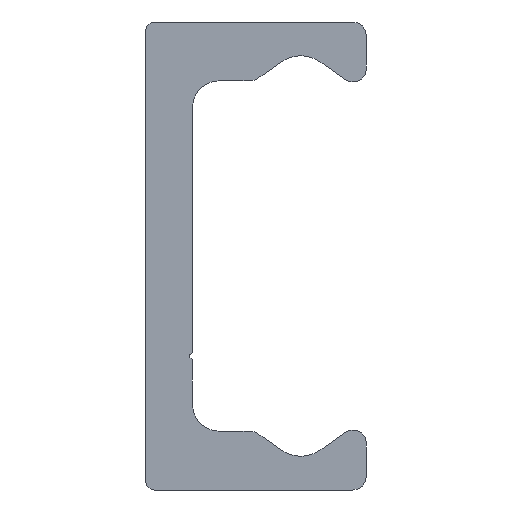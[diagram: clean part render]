
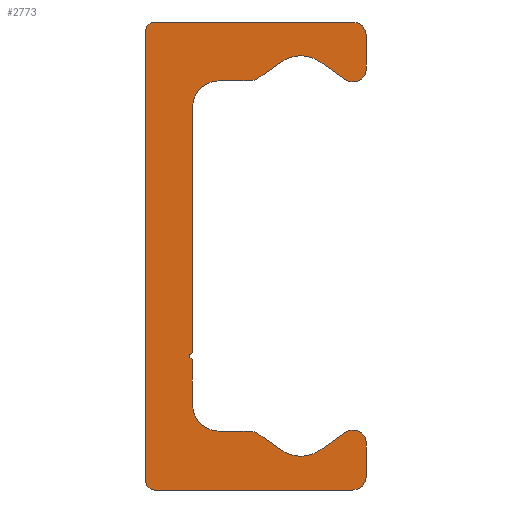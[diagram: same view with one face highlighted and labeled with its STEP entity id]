
A CAD part, left-side view. The second image highlights one B-rep face of the part: STEP entity #2773.
In plain terms, the highlighted planar face has unit normal (-1, 0, 0).
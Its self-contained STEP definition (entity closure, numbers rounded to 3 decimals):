
#1760=CARTESIAN_POINT('',(0.0,4.75,-7.25));
#1761=VERTEX_POINT('',#1760);
#1768=CARTESIAN_POINT('',(0.0,4.75,-7.75));
#1769=VERTEX_POINT('',#1768);
#1770=CARTESIAN_POINT('',(0.0,4.75,-7.5));
#1771=DIRECTION('',(-1.0,0.0,0.0));
#1772=DIRECTION('',(0.0,0.0,1.0));
#1773=AXIS2_PLACEMENT_3D('',#1770,#1771,#1772);
#1774=CIRCLE('',#1773,0.25);
#1775=EDGE_CURVE('',#1761,#1769,#1774,.T.);
#1885=CARTESIAN_POINT('',(0.0,4.75,11.1));
#1886=VERTEX_POINT('',#1885);
#1893=CARTESIAN_POINT('',(0.0,4.75,11.1));
#1894=DIRECTION('',(0.0,0.0,-1.0));
#1895=VECTOR('',#1894,18.35);
#1896=LINE('',#1893,#1895);
#1897=EDGE_CURVE('',#1886,#1761,#1896,.T.);
#1949=CARTESIAN_POINT('',(0.0,7.6,-17.5));
#1950=VERTEX_POINT('',#1949);
#1957=CARTESIAN_POINT('',(0.0,8.25,-16.85));
#1958=VERTEX_POINT('',#1957);
#1959=CARTESIAN_POINT('',(0.0,7.6,-16.85));
#1960=DIRECTION('',(1.0,0.0,0.0));
#1961=DIRECTION('',(0.0,0.0,-1.0));
#1962=AXIS2_PLACEMENT_3D('',#1959,#1960,#1961);
#1963=CIRCLE('',#1962,0.65);
#1964=EDGE_CURVE('',#1950,#1958,#1963,.T.);
#1988=CARTESIAN_POINT('',(0.0,-7.25,-17.5));
#1989=VERTEX_POINT('',#1988);
#1996=CARTESIAN_POINT('',(0.0,-7.25,-17.5));
#1997=DIRECTION('',(0.0,1.0,0.0));
#1998=VECTOR('',#1997,14.85);
#1999=LINE('',#1996,#1998);
#2000=EDGE_CURVE('',#1989,#1950,#1999,.T.);
#2020=CARTESIAN_POINT('',(0.0,-8.25,-16.5));
#2021=VERTEX_POINT('',#2020);
#2028=CARTESIAN_POINT('',(0.0,-7.25,-16.5));
#2029=DIRECTION('',(1.0,0.0,0.0));
#2030=DIRECTION('',(0.0,-1.0,0.0));
#2031=AXIS2_PLACEMENT_3D('',#2028,#2029,#2030);
#2032=CIRCLE('',#2031,1.0);
#2033=EDGE_CURVE('',#2021,#1989,#2032,.T.);
#2052=CARTESIAN_POINT('',(0.0,-8.25,-13.98));
#2053=VERTEX_POINT('',#2052);
#2060=CARTESIAN_POINT('',(0.0,-8.25,-13.98));
#2061=DIRECTION('',(0.0,0.0,-1.0));
#2062=VECTOR('',#2061,2.52);
#2063=LINE('',#2060,#2062);
#2064=EDGE_CURVE('',#2053,#2021,#2063,.T.);
#2084=CARTESIAN_POINT('',(0.0,-6.708,-13.177));
#2085=VERTEX_POINT('',#2084);
#2092=CARTESIAN_POINT('',(0.0,-7.27,-13.98));
#2093=DIRECTION('',(1.0,0.0,0.0));
#2094=DIRECTION('',(0.0,0.574,0.819));
#2095=AXIS2_PLACEMENT_3D('',#2092,#2093,#2094);
#2096=CIRCLE('',#2095,0.98);
#2097=EDGE_CURVE('',#2085,#2053,#2096,.T.);
#2116=CARTESIAN_POINT('',(0.0,-4.784,-14.524));
#2117=VERTEX_POINT('',#2116);
#2124=CARTESIAN_POINT('',(0.0,-4.784,-14.524));
#2125=DIRECTION('',(0.0,-0.819,0.574));
#2126=VECTOR('',#2125,2.349);
#2127=LINE('',#2124,#2126);
#2128=EDGE_CURVE('',#2117,#2085,#2127,.T.);
#2148=CARTESIAN_POINT('',(0.0,-1.916,-14.524));
#2149=VERTEX_POINT('',#2148);
#2156=CARTESIAN_POINT('',(0.0,-3.35,-12.477));
#2157=DIRECTION('',(-1.0,0.0,0.0));
#2158=DIRECTION('',(0.0,0.574,0.819));
#2159=AXIS2_PLACEMENT_3D('',#2156,#2157,#2158);
#2160=CIRCLE('',#2159,2.5);
#2161=EDGE_CURVE('',#2149,#2117,#2160,.T.);
#2180=CARTESIAN_POINT('',(0.0,-0.14,-13.281));
#2181=VERTEX_POINT('',#2180);
#2188=CARTESIAN_POINT('',(0.0,-0.14,-13.281));
#2189=DIRECTION('',(0.0,-0.819,-0.574));
#2190=VECTOR('',#2189,2.168);
#2191=LINE('',#2188,#2190);
#2192=EDGE_CURVE('',#2181,#2149,#2191,.T.);
#2212=CARTESIAN_POINT('',(0.0,0.433,-13.1));
#2213=VERTEX_POINT('',#2212);
#2220=CARTESIAN_POINT('',(0.0,0.433,-14.1));
#2221=DIRECTION('',(1.0,0.0,0.0));
#2222=DIRECTION('',(0.0,0.0,1.0));
#2223=AXIS2_PLACEMENT_3D('',#2220,#2221,#2222);
#2224=CIRCLE('',#2223,1.);
#2225=EDGE_CURVE('',#2213,#2181,#2224,.T.);
#2244=CARTESIAN_POINT('',(0.0,2.75,-13.1));
#2245=VERTEX_POINT('',#2244);
#2252=CARTESIAN_POINT('',(0.0,2.75,-13.1));
#2253=DIRECTION('',(0.0,-1.0,0.0));
#2254=VECTOR('',#2253,2.317);
#2255=LINE('',#2252,#2254);
#2256=EDGE_CURVE('',#2245,#2213,#2255,.T.);
#2276=CARTESIAN_POINT('',(0.0,4.75,-11.1));
#2277=VERTEX_POINT('',#2276);
#2284=CARTESIAN_POINT('',(0.0,2.75,-11.1));
#2285=DIRECTION('',(-1.0,0.0,0.0));
#2286=DIRECTION('',(0.0,0.0,1.0));
#2287=AXIS2_PLACEMENT_3D('',#2284,#2285,#2286);
#2288=CIRCLE('',#2287,2.0);
#2289=EDGE_CURVE('',#2277,#2245,#2288,.T.);
#2307=CARTESIAN_POINT('',(0.0,4.75,-7.75));
#2308=DIRECTION('',(0.0,0.0,-1.0));
#2309=VECTOR('',#2308,3.35);
#2310=LINE('',#2307,#2309);
#2311=EDGE_CURVE('',#1769,#2277,#2310,.T.);
#2331=CARTESIAN_POINT('',(0.0,2.75,13.1));
#2332=VERTEX_POINT('',#2331);
#2339=CARTESIAN_POINT('',(0.0,2.75,11.1));
#2340=DIRECTION('',(-1.0,0.0,0.0));
#2341=DIRECTION('',(0.0,-1.0,0.0));
#2342=AXIS2_PLACEMENT_3D('',#2339,#2340,#2341);
#2343=CIRCLE('',#2342,2.0);
#2344=EDGE_CURVE('',#2332,#1886,#2343,.T.);
#2363=CARTESIAN_POINT('',(0.0,0.433,13.1));
#2364=VERTEX_POINT('',#2363);
#2371=CARTESIAN_POINT('',(0.0,0.433,13.1));
#2372=DIRECTION('',(0.0,1.0,0.0));
#2373=VECTOR('',#2372,2.317);
#2374=LINE('',#2371,#2373);
#2375=EDGE_CURVE('',#2364,#2332,#2374,.T.);
#2395=CARTESIAN_POINT('',(0.0,-0.14,13.281));
#2396=VERTEX_POINT('',#2395);
#2403=CARTESIAN_POINT('',(0.0,0.433,14.1));
#2404=DIRECTION('',(1.0,0.0,0.0));
#2405=DIRECTION('',(0.0,-0.574,-0.819));
#2406=AXIS2_PLACEMENT_3D('',#2403,#2404,#2405);
#2407=CIRCLE('',#2406,1.);
#2408=EDGE_CURVE('',#2396,#2364,#2407,.T.);
#2427=CARTESIAN_POINT('',(0.0,-1.916,14.524));
#2428=VERTEX_POINT('',#2427);
#2435=CARTESIAN_POINT('',(0.0,-1.916,14.524));
#2436=DIRECTION('',(0.0,0.819,-0.574));
#2437=VECTOR('',#2436,2.168);
#2438=LINE('',#2435,#2437);
#2439=EDGE_CURVE('',#2428,#2396,#2438,.T.);
#2459=CARTESIAN_POINT('',(0.0,-4.784,14.524));
#2460=VERTEX_POINT('',#2459);
#2467=CARTESIAN_POINT('',(0.0,-3.35,12.477));
#2468=DIRECTION('',(-1.0,0.0,0.0));
#2469=DIRECTION('',(0.0,-0.574,-0.819));
#2470=AXIS2_PLACEMENT_3D('',#2467,#2468,#2469);
#2471=CIRCLE('',#2470,2.5);
#2472=EDGE_CURVE('',#2460,#2428,#2471,.T.);
#2491=CARTESIAN_POINT('',(0.0,-6.708,13.177));
#2492=VERTEX_POINT('',#2491);
#2499=CARTESIAN_POINT('',(0.0,-6.708,13.177));
#2500=DIRECTION('',(0.0,0.819,0.574));
#2501=VECTOR('',#2500,2.349);
#2502=LINE('',#2499,#2501);
#2503=EDGE_CURVE('',#2492,#2460,#2502,.T.);
#2523=CARTESIAN_POINT('',(0.0,-8.25,13.98));
#2524=VERTEX_POINT('',#2523);
#2531=CARTESIAN_POINT('',(0.0,-7.27,13.98));
#2532=DIRECTION('',(1.0,0.0,0.0));
#2533=DIRECTION('',(0.0,-1.0,0.0));
#2534=AXIS2_PLACEMENT_3D('',#2531,#2532,#2533);
#2535=CIRCLE('',#2534,0.98);
#2536=EDGE_CURVE('',#2524,#2492,#2535,.T.);
#2555=CARTESIAN_POINT('',(0.0,-8.25,16.5));
#2556=VERTEX_POINT('',#2555);
#2563=CARTESIAN_POINT('',(0.0,-8.25,16.5));
#2564=DIRECTION('',(0.0,0.0,-1.0));
#2565=VECTOR('',#2564,2.52);
#2566=LINE('',#2563,#2565);
#2567=EDGE_CURVE('',#2556,#2524,#2566,.T.);
#2587=CARTESIAN_POINT('',(0.0,-7.25,17.5));
#2588=VERTEX_POINT('',#2587);
#2595=CARTESIAN_POINT('',(0.0,-7.25,16.5));
#2596=DIRECTION('',(1.0,0.0,0.0));
#2597=DIRECTION('',(0.0,0.0,1.0));
#2598=AXIS2_PLACEMENT_3D('',#2595,#2596,#2597);
#2599=CIRCLE('',#2598,1.0);
#2600=EDGE_CURVE('',#2588,#2556,#2599,.T.);
#2619=CARTESIAN_POINT('',(0.0,7.6,17.5));
#2620=VERTEX_POINT('',#2619);
#2627=CARTESIAN_POINT('',(0.0,7.6,17.5));
#2628=DIRECTION('',(0.0,-1.0,0.0));
#2629=VECTOR('',#2628,14.85);
#2630=LINE('',#2627,#2629);
#2631=EDGE_CURVE('',#2620,#2588,#2630,.T.);
#2651=CARTESIAN_POINT('',(0.0,8.25,16.85));
#2652=VERTEX_POINT('',#2651);
#2659=CARTESIAN_POINT('',(0.0,7.6,16.85));
#2660=DIRECTION('',(1.0,0.0,0.0));
#2661=DIRECTION('',(0.0,1.0,0.0));
#2662=AXIS2_PLACEMENT_3D('',#2659,#2660,#2661);
#2663=CIRCLE('',#2662,0.65);
#2664=EDGE_CURVE('',#2652,#2620,#2663,.T.);
#2682=CARTESIAN_POINT('',(0.0,8.25,-16.85));
#2683=DIRECTION('',(0.0,0.0,1.0));
#2684=VECTOR('',#2683,33.7);
#2685=LINE('',#2682,#2684);
#2686=EDGE_CURVE('',#1958,#2652,#2685,.T.);
#2740=CARTESIAN_POINT('',(0.0,2.258,-0.017));
#2741=DIRECTION('',(1.0,0.0,0.0));
#2742=DIRECTION('',(0.0,0.0,-1.0));
#2743=AXIS2_PLACEMENT_3D('',#2740,#2741,#2742);
#2744=PLANE('',#2743);
#2745=ORIENTED_EDGE('',*,*,#2686,.F.);
#2746=ORIENTED_EDGE('',*,*,#1964,.F.);
#2747=ORIENTED_EDGE('',*,*,#2000,.F.);
#2748=ORIENTED_EDGE('',*,*,#2033,.F.);
#2749=ORIENTED_EDGE('',*,*,#2064,.F.);
#2750=ORIENTED_EDGE('',*,*,#2097,.F.);
#2751=ORIENTED_EDGE('',*,*,#2128,.F.);
#2752=ORIENTED_EDGE('',*,*,#2161,.F.);
#2753=ORIENTED_EDGE('',*,*,#2192,.F.);
#2754=ORIENTED_EDGE('',*,*,#2225,.F.);
#2755=ORIENTED_EDGE('',*,*,#2256,.F.);
#2756=ORIENTED_EDGE('',*,*,#2289,.F.);
#2757=ORIENTED_EDGE('',*,*,#2311,.F.);
#2758=ORIENTED_EDGE('',*,*,#1775,.F.);
#2759=ORIENTED_EDGE('',*,*,#1897,.F.);
#2760=ORIENTED_EDGE('',*,*,#2344,.F.);
#2761=ORIENTED_EDGE('',*,*,#2375,.F.);
#2762=ORIENTED_EDGE('',*,*,#2408,.F.);
#2763=ORIENTED_EDGE('',*,*,#2439,.F.);
#2764=ORIENTED_EDGE('',*,*,#2472,.F.);
#2765=ORIENTED_EDGE('',*,*,#2503,.F.);
#2766=ORIENTED_EDGE('',*,*,#2536,.F.);
#2767=ORIENTED_EDGE('',*,*,#2567,.F.);
#2768=ORIENTED_EDGE('',*,*,#2600,.F.);
#2769=ORIENTED_EDGE('',*,*,#2631,.F.);
#2770=ORIENTED_EDGE('',*,*,#2664,.F.);
#2771=EDGE_LOOP('',(#2745,#2746,#2747,#2748,#2749,#2750,#2751,#2752,#2753,#2754,#2755,#2756,#2757,#2758,#2759,#2760,#2761,#2762,#2763,#2764,#2765,#2766,#2767,#2768,#2769,#2770));
#2772=FACE_OUTER_BOUND('',#2771,.T.);
#2773=ADVANCED_FACE('',(#2772),#2744,.F.);
